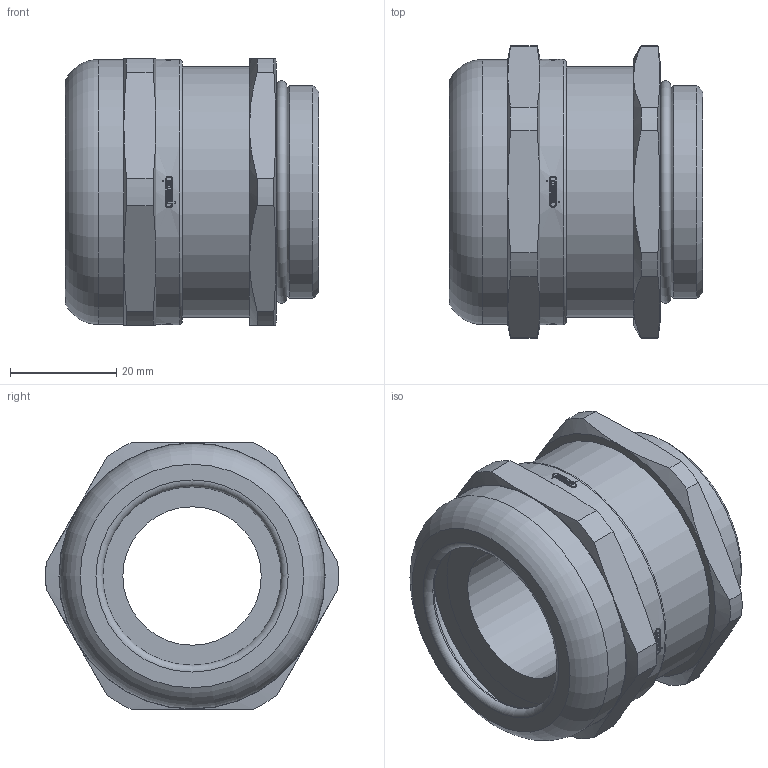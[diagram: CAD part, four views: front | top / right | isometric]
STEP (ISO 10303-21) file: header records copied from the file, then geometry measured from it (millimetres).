
FILE_DESCRIPTION(/* description */ ('HSK-M-EMV Metr.-Cable Glands'),/* implementation_level */ '2;1');
FILE_NAME(/* name */ '1691400051.stp',/* time_stamp */ '2021-10-13T10:08:22+02:00',/* author */ ('sl'),/* organization */ ('HUMMEL'),/* preprocessor_version */ 'ST-DEVELOPER v16.5',/* originating_system */ 'Autodesk Inventor 2017',/* authorisation */ '');
FILE_SCHEMA (('AUTOMOTIVE_DESIGN { 1 0 10303 214 3 1 1 }'));
Length unit declared in the file: millimetre
Products named in the file (5): HSK-M-EMV 1.691.4000.51; HSK-M-EMV 1.691.4000.51-Gland; HSK-M-EMV 1.691.4000.51-Nut; HSK-M-EMV 1.691.4000.51-Clamping insert; HSK-M-EMV 1.691.4000.51-Sealing insert
Assembly tree (4 placements, depth 2):
  HSK-M-EMV 1.691.4000.51
    HSK-M-EMV 1.691.4000.51-Gland
    HSK-M-EMV 1.691.4000.51-Nut
    HSK-M-EMV 1.691.4000.51-Clamping insert
    HSK-M-EMV 1.691.4000.51-Sealing insert
Bounding box: 47.6 x 54.99 x 50 mm (x, y, z)
Volume: 47499.4 mm3; surface area: 33561 mm2
Topology: 4 solids, 4 shells, 421 faces, 1105 edges, 726 vertices
Faces by surface type: plane 319, cylinder 70, cone 26, torus 6
Full cylindrical faces by diameter (mm): 26 x1, 33.2 x1, 33.5 x1, 35.4 x2, 37 x2, 37.8 x1, 40 x1, 42.6 x2, 44.1 x2, 45.48 x1, 46.24 x1, 47 x1, 49.8 x2
Entity records: 13482 total; most frequent: CARTESIAN_POINT 2898, DIRECTION 2242, ORIENTED_EDGE 2138, EDGE_CURVE 1069, AXIS2_PLACEMENT_3D 817, VERTEX_POINT 723, LINE 608, VECTOR 608
